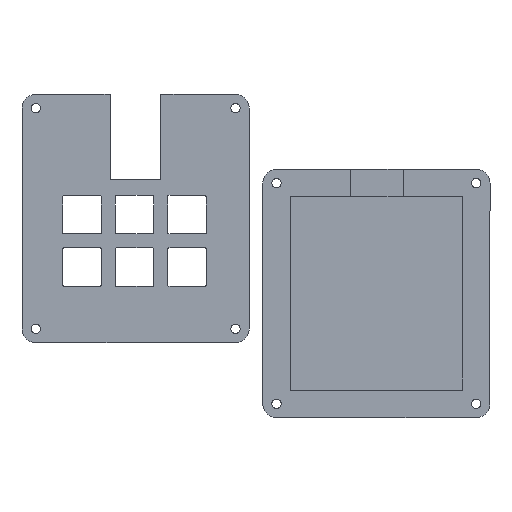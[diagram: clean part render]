
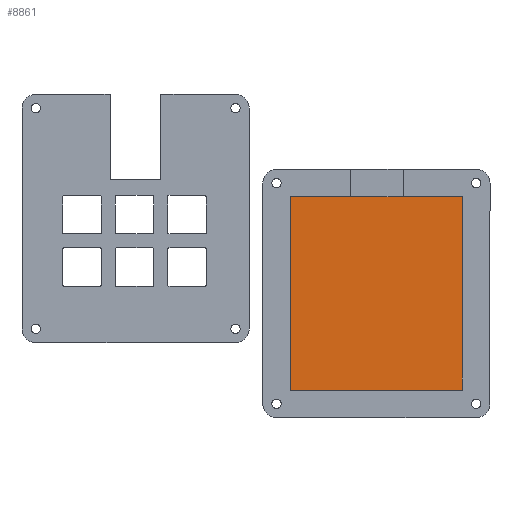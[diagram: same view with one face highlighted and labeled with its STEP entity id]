
A CAD part, top view. The second image highlights one B-rep face of the part: STEP entity #8861.
In plain terms, the highlighted planar face has unit normal (0, 0, 1).
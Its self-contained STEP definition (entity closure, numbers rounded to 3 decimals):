
#316=PLANE('',#9096);
#751=FACE_OUTER_BOUND('',#1256,.T.);
#1256=EDGE_LOOP('',(#7730,#7731,#7732,#7733));
#1903=LINE('',#17582,#2584);
#1905=LINE('',#17586,#2586);
#1906=LINE('',#17588,#2587);
#1907=LINE('',#17589,#2588);
#2584=VECTOR('',#10044,10.);
#2586=VECTOR('',#10048,10.);
#2587=VECTOR('',#10049,10.);
#2588=VECTOR('',#10050,10.);
#4043=VERTEX_POINT('',#17579);
#4044=VERTEX_POINT('',#17581);
#4045=VERTEX_POINT('',#17585);
#4046=VERTEX_POINT('',#17587);
#5303=EDGE_CURVE('',#4043,#4044,#1903,.T.);
#5305=EDGE_CURVE('',#4044,#4045,#1905,.T.);
#5306=EDGE_CURVE('',#4046,#4043,#1906,.T.);
#5307=EDGE_CURVE('',#4045,#4046,#1907,.T.);
#7730=ORIENTED_EDGE('',*,*,#5305,.F.);
#7731=ORIENTED_EDGE('',*,*,#5303,.F.);
#7732=ORIENTED_EDGE('',*,*,#5306,.F.);
#7733=ORIENTED_EDGE('',*,*,#5307,.F.);
#8861=ADVANCED_FACE('',(#751),#316,.T.);
#9096=AXIS2_PLACEMENT_3D('',#17584,#10046,#10047);
#10044=DIRECTION('',(1.,0.,0.));
#10046=DIRECTION('center_axis',(0.,0.,1.));
#10047=DIRECTION('ref_axis',(1.,0.,0.));
#10048=DIRECTION('',(0.,-1.,0.));
#10049=DIRECTION('',(0.,1.,0.));
#10050=DIRECTION('',(-1.,0.,0.));
#17579=CARTESIAN_POINT('',(-31.3,35.125,3.));
#17581=CARTESIAN_POINT('',(31.3,35.125,3.));
#17582=CARTESIAN_POINT('',(-15.65,35.125,3.));
#17584=CARTESIAN_POINT('Origin',(0.,0.,
3.));
#17585=CARTESIAN_POINT('',(31.3,-35.125,3.));
#17586=CARTESIAN_POINT('',(31.3,17.562,3.));
#17587=CARTESIAN_POINT('',(-31.3,-35.125,3.));
#17588=CARTESIAN_POINT('',(-31.3,-17.563,3.));
#17589=CARTESIAN_POINT('',(15.65,-35.125,3.));
